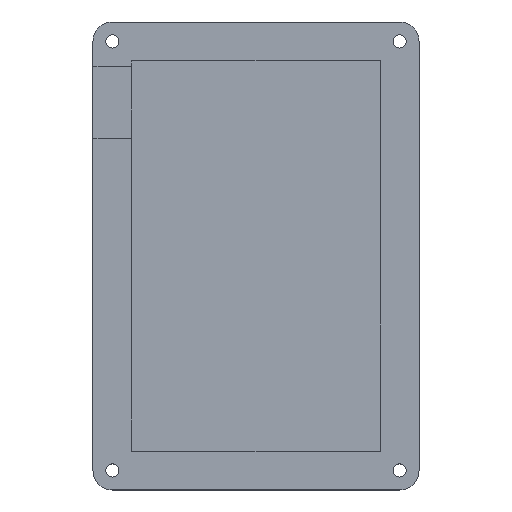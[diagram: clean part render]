
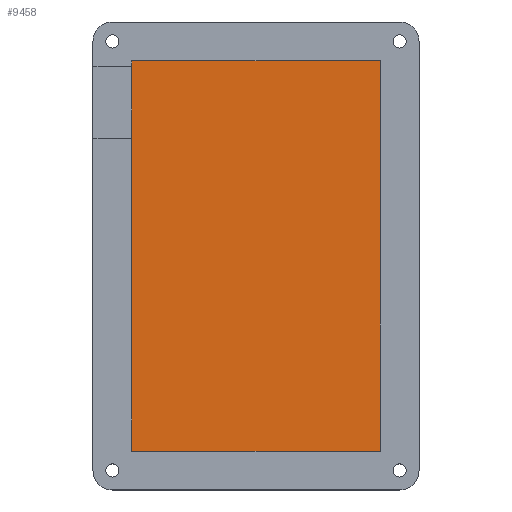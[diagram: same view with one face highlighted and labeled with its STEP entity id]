
A CAD part, top view. The second image highlights one B-rep face of the part: STEP entity #9458.
In plain terms, the highlighted planar face has unit normal (0, 0, 1).
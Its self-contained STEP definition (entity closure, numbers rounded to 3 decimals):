
#302=PLANE('',#9717);
#796=FACE_OUTER_BOUND('',#1335,.T.);
#1335=EDGE_LOOP('',(#8629,#8630,#8631,#8632));
#2170=LINE('',#18529,#2999);
#2171=LINE('',#18531,#3000);
#2172=LINE('',#18533,#3001);
#2173=LINE('',#18534,#3002);
#2999=VECTOR('',#11015,10.);
#3000=VECTOR('',#11016,10.);
#3001=VECTOR('',#11017,10.);
#3002=VECTOR('',#11018,10.);
#4485=VERTEX_POINT('',#18527);
#4486=VERTEX_POINT('',#18528);
#4487=VERTEX_POINT('',#18530);
#4488=VERTEX_POINT('',#18532);
#5874=EDGE_CURVE('',#4485,#4486,#2170,.T.);
#5875=EDGE_CURVE('',#4487,#4485,#2171,.T.);
#5876=EDGE_CURVE('',#4488,#4487,#2172,.T.);
#5877=EDGE_CURVE('',#4486,#4488,#2173,.T.);
#8629=ORIENTED_EDGE('',*,*,#5874,.F.);
#8630=ORIENTED_EDGE('',*,*,#5875,.F.);
#8631=ORIENTED_EDGE('',*,*,#5876,.F.);
#8632=ORIENTED_EDGE('',*,*,#5877,.F.);
#9458=ADVANCED_FACE('',(#796),#302,.T.);
#9717=AXIS2_PLACEMENT_3D('',#18526,#11013,#11014);
#11013=DIRECTION('center_axis',(0.,0.,1.));
#11014=DIRECTION('ref_axis',(1.,0.,0.));
#11015=DIRECTION('',(-1.,0.,0.));
#11016=DIRECTION('',(0.,-1.,0.));
#11017=DIRECTION('',(1.,0.,0.));
#11018=DIRECTION('',(0.,1.,0.));
#18526=CARTESIAN_POINT('Origin',(-0.216,-0.359,
3.));
#18527=CARTESIAN_POINT('',(31.784,-50.609,3.));
#18528=CARTESIAN_POINT('',(-32.216,-50.609,3.));
#18529=CARTESIAN_POINT('',(15.784,-50.609,3.));
#18530=CARTESIAN_POINT('',(31.784,49.891,3.));
#18531=CARTESIAN_POINT('',(31.784,24.766,3.));
#18532=CARTESIAN_POINT('',(-32.216,49.891,3.));
#18533=CARTESIAN_POINT('',(-16.216,49.891,3.));
#18534=CARTESIAN_POINT('',(-32.216,-25.484,3.));
